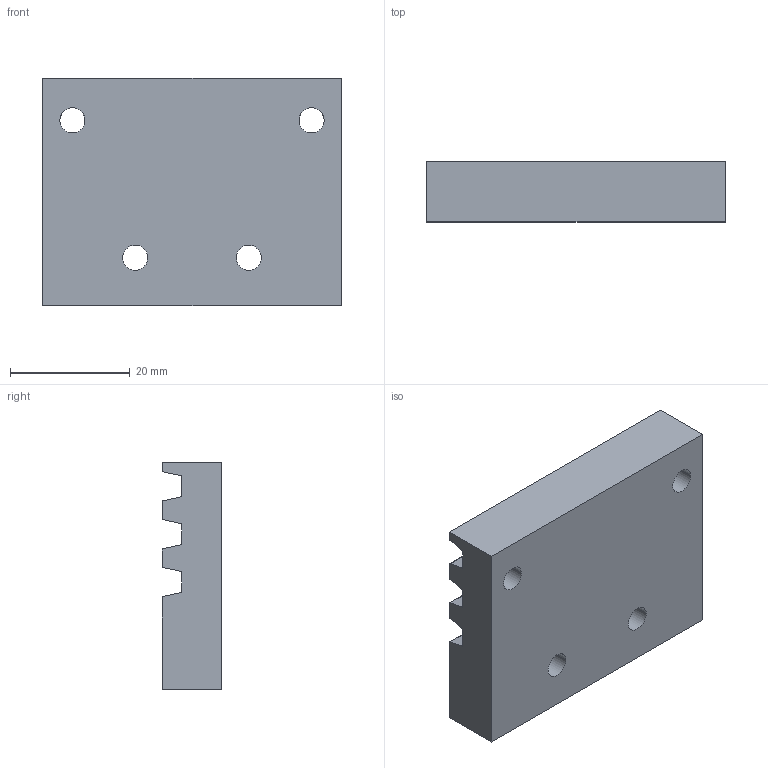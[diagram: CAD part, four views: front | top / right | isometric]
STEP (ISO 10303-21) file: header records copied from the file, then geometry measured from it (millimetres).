
FILE_DESCRIPTION(('CATIA V5 STEP Exchange'),'2;1');
FILE_NAME('VSOTR1100-Y011 - Fe - 30 Pcs.stp','2022-08-27T13:30:59+00:00',('none'),('none'),'CATIA Version 5 Release 21 GA (IN-10)','CATIA V5 STEP AP214','none');
FILE_SCHEMA(('AUTOMOTIVE_DESIGN { 1 0 10303 214 1 1 1 1 }'));
Length unit declared in the file: millimetre
Products named in the file (1): VSOTR1100-Y011
Bounding box: 50 x 10 x 38 mm (x, y, z)
Volume: 15828.1 mm3; surface area: 7084.3 mm2
Topology: 1 solids, 1 shells, 42 faces, 138 edges, 98 vertices
Faces by surface type: plane 22, cylinder 20
Entity records: 1520 total; most frequent: CARTESIAN_POINT 313, ORIENTED_EDGE 276, DIRECTION 193, EDGE_CURVE 138, VERTEX_POINT 98, VECTOR 90, LINE 90, AXIS2_PLACEMENT_3D 72
